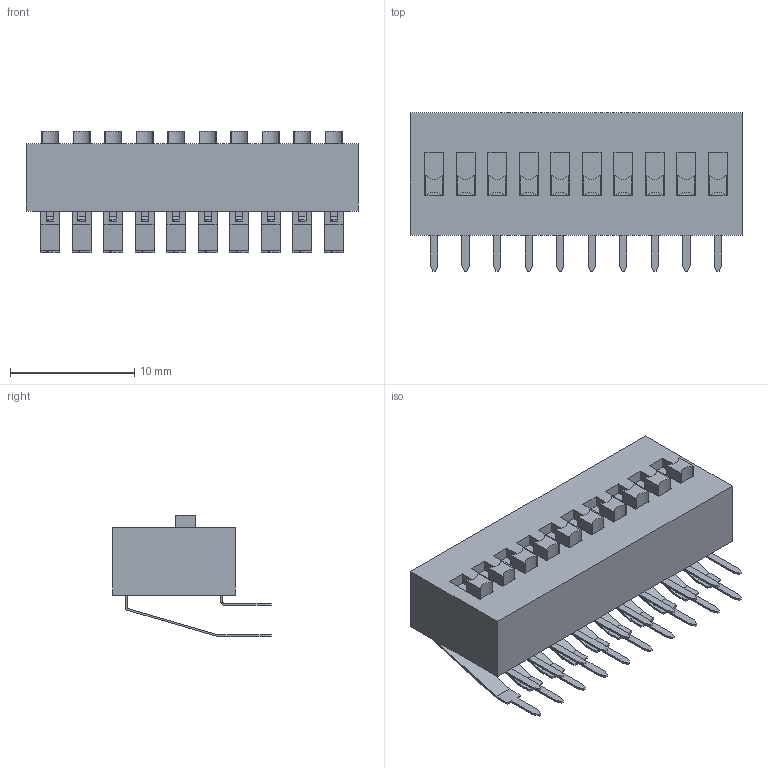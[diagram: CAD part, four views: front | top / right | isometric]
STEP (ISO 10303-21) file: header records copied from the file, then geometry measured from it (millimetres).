
FILE_DESCRIPTION((' '),'2;1');
FILE_NAME('KAS2110E.stp','2017-07-28T08:53:54',(' '),(' '),' ','ACIS',' ');
FILE_SCHEMA(('CONFIG_CONTROL_DESIGN'));
Length unit declared in the file: inch
Products named in the file (1): KAS2110E.stp
Bounding box: 26.76 x 12.8 x 9.81 mm (x, y, z)
Volume: 1346.2 mm3; surface area: 1665.4 mm2
Topology: 1 solids, 21 shells, 571 faces, 1464 edges, 976 vertices
Faces by surface type: plane 531, cylinder 40
Entity records: 17087 total; most frequent: CARTESIAN_POINT 3012, ORIENTED_EDGE 2928, DIRECTION 2688, EDGE_CURVE 1464, VECTOR 1384, LINE 1384, VERTEX_POINT 976, AXIS2_PLACEMENT_3D 652
